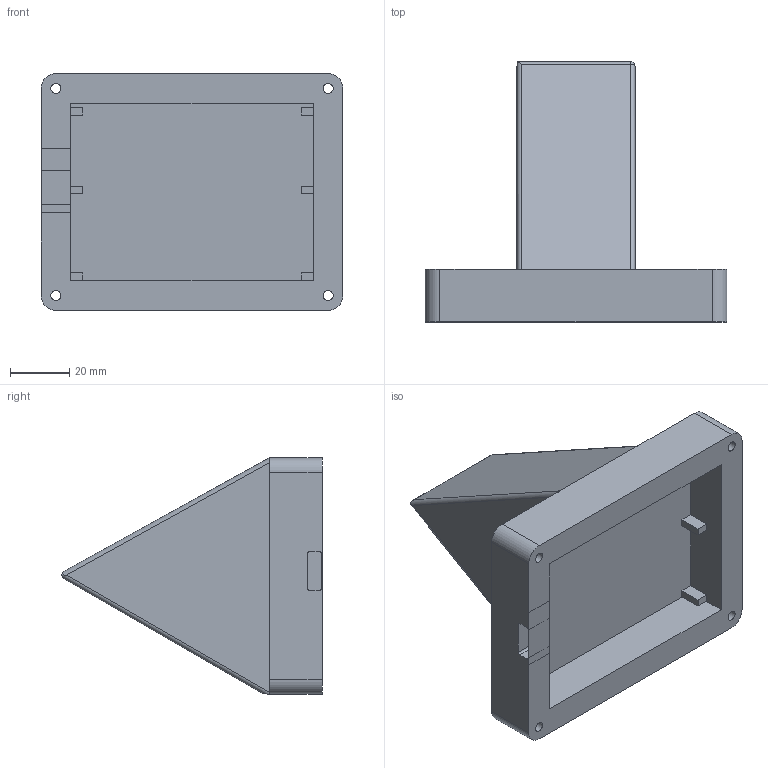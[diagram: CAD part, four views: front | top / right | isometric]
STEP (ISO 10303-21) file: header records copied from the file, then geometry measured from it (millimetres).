
FILE_DESCRIPTION(/* description */ (''),/* implementation_level */ '2;1');
FILE_NAME(/* name */ 'Bottom Case.step',/* time_stamp */ '2026-01-03T19:21:50-06:00',/* author */ (''),/* organization */ (''),/* preprocessor_version */ 'ST-DEVELOPER v20.1',/* originating_system */ 'Autodesk Translation Framework v14.21.0.0',/* authorisation */ '');
FILE_SCHEMA (('AUTOMOTIVE_DESIGN { 1 0 10303 214 3 1 1 }'));
Length unit declared in the file: millimetre
Products named in the file (1): 2026-01-03-19-21-50-531
Bounding box: 102.25 x 88.2 x 80.25 mm (x, y, z)
Volume: 188377.4 mm3; surface area: 37274.6 mm2
Topology: 1 solids, 1 shells, 74 faces, 199 edges, 131 vertices
Faces by surface type: plane 52, cylinder 21, sphere 1
Full cylindrical faces by diameter (mm): 3.4 x4, 6 x4
Entity records: 2362 total; most frequent: CARTESIAN_POINT 405, ORIENTED_EDGE 398, DIRECTION 395, EDGE_CURVE 199, LINE 153, VECTOR 153, VERTEX_POINT 131, AXIS2_PLACEMENT_3D 121
